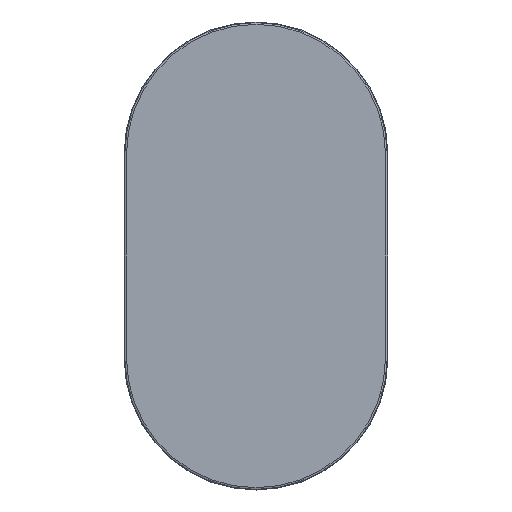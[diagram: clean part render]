
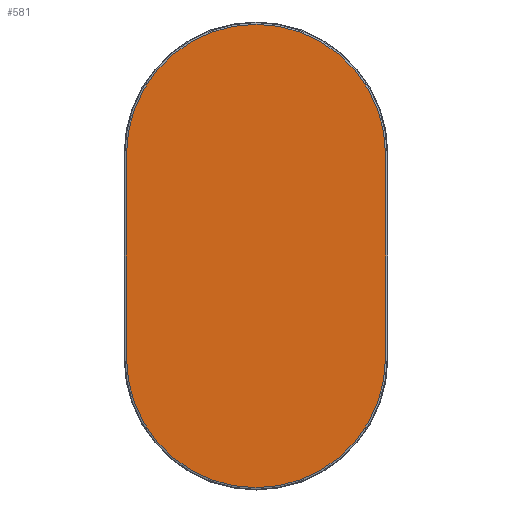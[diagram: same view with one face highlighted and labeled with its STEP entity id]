
A CAD part, front view. The second image highlights one B-rep face of the part: STEP entity #581.
In plain terms, the highlighted planar face has unit normal (0, -1, 0).
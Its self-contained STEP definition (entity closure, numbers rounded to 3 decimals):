
#31=PLANE('',#675);
#73=FACE_OUTER_BOUND('',#110,.T.);
#110=EDGE_LOOP('',(#476,#477,#478,#479));
#133=LINE('',#930,#174);
#153=LINE('',#1012,#194);
#174=VECTOR('',#749,10.);
#194=VECTOR('',#849,10.);
#221=CIRCLE('',#652,69.732);
#227=CIRCLE('',#662,69.732);
#254=VERTEX_POINT('',#927);
#255=VERTEX_POINT('',#929);
#268=VERTEX_POINT('',#970);
#273=VERTEX_POINT('',#989);
#307=EDGE_CURVE('',#254,#255,#133,.T.);
#328=EDGE_CURVE('',#268,#254,#221,.T.);
#338=EDGE_CURVE('',#273,#255,#227,.T.);
#349=EDGE_CURVE('',#268,#273,#153,.T.);
#476=ORIENTED_EDGE('',*,*,#349,.T.);
#477=ORIENTED_EDGE('',*,*,#338,.T.);
#478=ORIENTED_EDGE('',*,*,#307,.F.);
#479=ORIENTED_EDGE('',*,*,#328,.F.);
#581=ADVANCED_FACE('',(#73),#31,.T.);
#652=AXIS2_PLACEMENT_3D('',#972,#795,#796);
#662=AXIS2_PLACEMENT_3D('',#991,#819,#820);
#675=AXIS2_PLACEMENT_3D('',#1013,#850,#851);
#749=DIRECTION('',(0.,0.,1.));
#795=DIRECTION('center_axis',(0.,1.,0.));
#796=DIRECTION('ref_axis',(1.,0.,0.));
#819=DIRECTION('center_axis',(0.,-1.,0.));
#820=DIRECTION('ref_axis',(1.,0.,0.));
#849=DIRECTION('',(0.,0.,1.));
#850=DIRECTION('center_axis',(0.,-1.,0.));
#851=DIRECTION('ref_axis',(1.,0.,0.));
#927=CARTESIAN_POINT('',(-69.732,0.,-55.));
#929=CARTESIAN_POINT('',(-69.732,0.,55.));
#930=CARTESIAN_POINT('',(-69.732,0.,0.));
#970=CARTESIAN_POINT('',(69.732,0.,-55.));
#972=CARTESIAN_POINT('Origin',(0.,0.,-55.));
#989=CARTESIAN_POINT('',(69.732,0.,55.));
#991=CARTESIAN_POINT('Origin',(0.,0.,55.));
#1012=CARTESIAN_POINT('',(69.732,0.,0.));
#1013=CARTESIAN_POINT('Origin',(0.,0.,0.));
